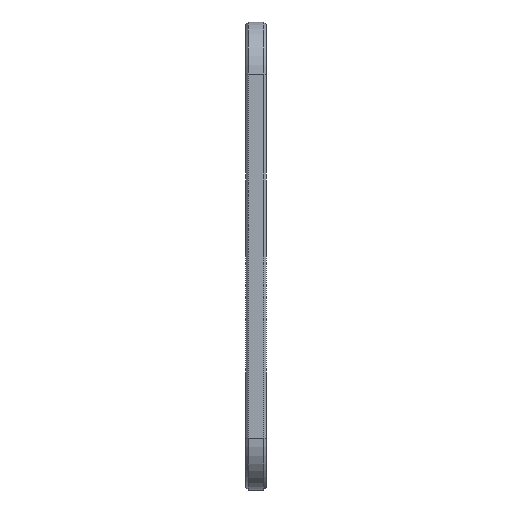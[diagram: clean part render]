
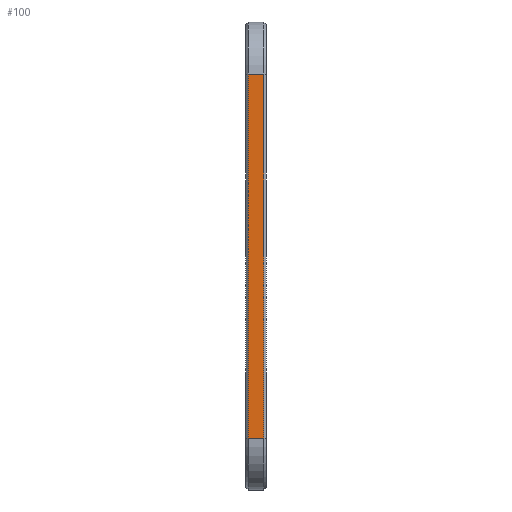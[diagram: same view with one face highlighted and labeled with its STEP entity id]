
A CAD part, left-side view. The second image highlights one B-rep face of the part: STEP entity #100.
In plain terms, the highlighted planar face has unit normal (-1, 0, 0).
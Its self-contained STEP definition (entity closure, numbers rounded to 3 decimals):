
#100 = ADVANCED_FACE ( 'NONE', ( #813 ), #276, .F. ) ;
#173 = ORIENTED_EDGE ( 'NONE', *, *, #1158, .T. ) ;
#179 = DIRECTION ( 'NONE',  ( 0., 0., -1. ) ) ;
#226 = CARTESIAN_POINT ( 'NONE',  ( -100., 4., -35. ) ) ;
#276 = PLANE ( 'NONE',  #1143 ) ;
#338 = DIRECTION ( 'NONE',  ( 0., -1., 0. ) ) ;
#350 = DIRECTION ( 'NONE',  ( 0., 0., -1. ) ) ;
#380 = VECTOR ( 'NONE', #350, 1000. ) ;
#428 = LINE ( 'NONE', #226, #785 ) ;
#468 = CARTESIAN_POINT ( 'NONE',  ( -100., 3.5, -35. ) ) ;
#472 = ORIENTED_EDGE ( 'NONE', *, *, #1201, .T. ) ;
#485 = VERTEX_POINT ( 'NONE', #670 ) ;
#512 = DIRECTION ( 'NONE',  ( 1., 0., 0. ) ) ;
#549 = VERTEX_POINT ( 'NONE', #468 ) ;
#552 = CARTESIAN_POINT ( 'NONE',  ( -100., 3.5, 35. ) ) ;
#569 = ORIENTED_EDGE ( 'NONE', *, *, #814, .T. ) ;
#613 = CARTESIAN_POINT ( 'NONE',  ( -100., 4., 0. ) ) ;
#623 = LINE ( 'NONE', #1017, #693 ) ;
#670 = CARTESIAN_POINT ( 'NONE',  ( -100., 0.5, 35. ) ) ;
#693 = VECTOR ( 'NONE', #1028, 1000. ) ;
#763 = EDGE_LOOP ( 'NONE', ( #569, #173, #472, #881 ) ) ;
#785 = VECTOR ( 'NONE', #338, 1000. ) ;
#813 = FACE_OUTER_BOUND ( 'NONE', #763, .T. ) ;
#814 = EDGE_CURVE ( 'NONE', #549, #1207, #428, .T. ) ;
#828 = DIRECTION ( 'NONE',  ( 0., 1., 0. ) ) ;
#881 = ORIENTED_EDGE ( 'NONE', *, *, #924, .T. ) ;
#922 = CARTESIAN_POINT ( 'NONE',  ( -100., 4., 35. ) ) ;
#924 = EDGE_CURVE ( 'NONE', #1096, #549, #1055, .T. ) ;
#1017 = CARTESIAN_POINT ( 'NONE',  ( -100., 0.5, 0. ) ) ;
#1028 = DIRECTION ( 'NONE',  ( 0., 0., 1. ) ) ;
#1055 = LINE ( 'NONE', #1276, #380 ) ;
#1096 = VERTEX_POINT ( 'NONE', #552 ) ;
#1132 = LINE ( 'NONE', #922, #1261 ) ;
#1143 = AXIS2_PLACEMENT_3D ( 'NONE', #613, #512, #179 ) ;
#1158 = EDGE_CURVE ( 'NONE', #1207, #485, #623, .T. ) ;
#1201 = EDGE_CURVE ( 'NONE', #485, #1096, #1132, .T. ) ;
#1207 = VERTEX_POINT ( 'NONE', #1241 ) ;
#1241 = CARTESIAN_POINT ( 'NONE',  ( -100., 0.5, -35. ) ) ;
#1261 = VECTOR ( 'NONE', #828, 1000. ) ;
#1276 = CARTESIAN_POINT ( 'NONE',  ( -100., 3.5, -35. ) ) ;
